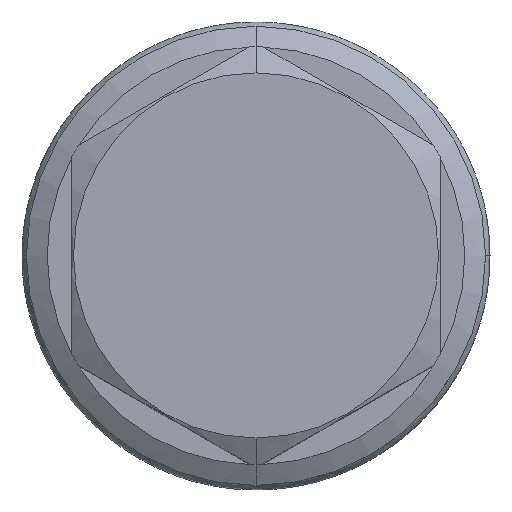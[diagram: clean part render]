
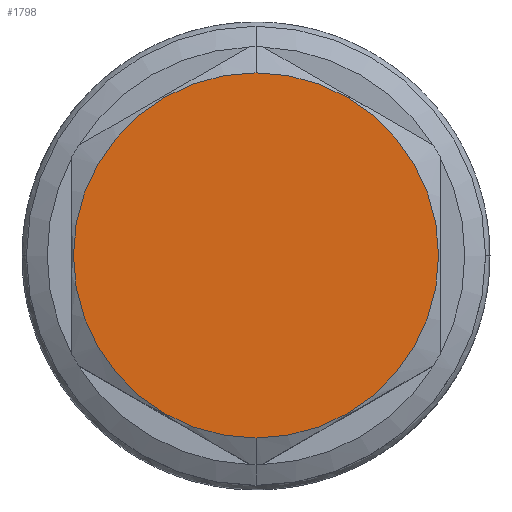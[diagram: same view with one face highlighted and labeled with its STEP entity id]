
A CAD part, top view. The second image highlights one B-rep face of the part: STEP entity #1798.
In plain terms, the highlighted planar face has unit normal (0, 0, 1).
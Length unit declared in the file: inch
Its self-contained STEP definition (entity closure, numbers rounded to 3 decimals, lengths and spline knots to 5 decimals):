
#613=CARTESIAN_POINT('',(0.,0.,1.812));
#614=DIRECTION('',(0.,0.,1.));
#615=DIRECTION('',(0.,-1.,0.));
#616=AXIS2_PLACEMENT_3D('',#613,#614,#615);
#618=CARTESIAN_POINT('',(0.,0.,1.812));
#619=DIRECTION('',(0.,0.,1.));
#620=DIRECTION('',(0.,1.,0.));
#621=AXIS2_PLACEMENT_3D('',#618,#619,#620);
#855=CARTESIAN_POINT('',(0.,-0.62,1.812));
#856=CARTESIAN_POINT('',(0.,0.62,1.812));
#857=VERTEX_POINT('',#855);
#858=VERTEX_POINT('',#856);
#1789=CARTESIAN_POINT('',(0.,0.,1.812));
#1790=DIRECTION('',(0.,0.,1.));
#1791=DIRECTION('',(0.,1.,0.));
#1792=AXIS2_PLACEMENT_3D('',#1789,#1790,#1791);
#1793=PLANE('',#1792);
#1794=ORIENTED_EDGE('',*,*,#1559,.F.);
#1795=ORIENTED_EDGE('',*,*,#1780,.F.);
#1796=EDGE_LOOP('',(#1794,#1795));
#1797=FACE_OUTER_BOUND('',#1796,.F.);
#1798=ADVANCED_FACE('',(#1797),#1793,.T.);
#617=CIRCLE('',#616,0.62);
#622=CIRCLE('',#621,0.62);
#1559=EDGE_CURVE('',#857,#858,#617,.T.);
#1780=EDGE_CURVE('',#858,#857,#622,.T.);
